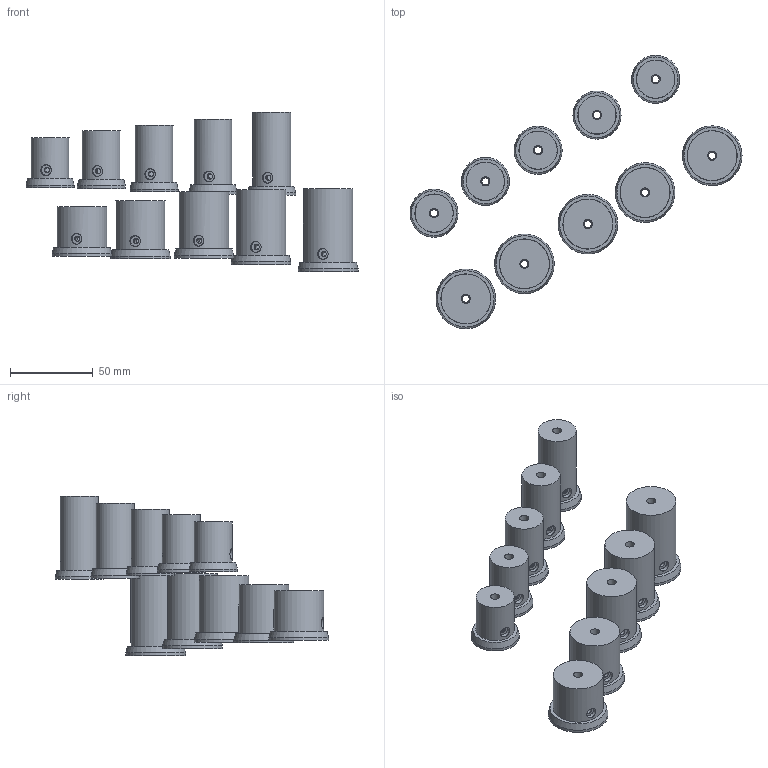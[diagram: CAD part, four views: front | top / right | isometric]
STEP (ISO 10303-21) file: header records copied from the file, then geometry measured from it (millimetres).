
FILE_DESCRIPTION(/* description */ ('STEP AP242','CAx-IF Rec.Pracs.---Representation and Presentation of Product Manufacturing Information (PMI)---4.0---2014-10-13','CAx-IF Rec.Pracs.---3D Tessellated Geometry---0.4---2014-09-14','2;1'),/* implementation_level */ '2;1');
FILE_NAME(/* name */ '65c93c65c5d754501bf19b5d',/* time_stamp */ '2024-02-11T21:30:15Z',/* author */ (''),/* organization */ (''),/* preprocessor_version */ 'ST-DEVELOPER v19.4',/* originating_system */ ' ',/* authorisation */ ' ');
FILE_SCHEMA (('AP242_MANAGED_MODEL_BASED_3D_ENGINEERING_MIM_LF { 1 0 10303 442 1 1 4 }'));
Length unit declared in the file: metre
Products named in the file (21): Wall Anchor Collection M5/M3; Spacer_40h_23od; Spacer_35h_23od; Base_40h_30od; Base_35h_23od; Base_45h_30od; Base_45h_23od; Spacer_50h_23od; Spacer_40h_30od; Base_50h_23od; Spacer_45h_23od; Spacer_30h_23od; Base_35h_30od; Spacer_30h_30od; Spacer_50h_30od; Base_30h_30od; Spacer_35h_30od; Base_30h_23od; Base_50h_30od; Spacer_45h_30od; Base_40h_23od
Assembly tree (20 placements, depth 2):
  Wall Anchor Collection M5/M3
    Spacer_40h_23od
    Spacer_35h_23od
    Base_40h_30od
    Base_35h_23od
    Base_45h_30od
    Base_45h_23od
    Spacer_50h_23od
    Spacer_40h_30od
    Base_50h_23od
    Spacer_45h_23od
    Spacer_30h_23od
    Base_35h_30od
    Spacer_30h_30od
    Spacer_50h_30od
    Base_30h_30od
    Spacer_35h_30od
    Base_30h_23od
    Base_50h_30od
    Spacer_45h_30od
    Base_40h_23od
Bounding box: 200.25 x 164.87 x 96 mm (x, y, z)
Volume: 179107.3 mm3; surface area: 101734.6 mm2
Topology: 20 solids, 20 shells, 790 faces, 1860 edges, 1200 vertices
Faces by surface type: plane 570, cylinder 170, cone 50
Full cylindrical faces by diameter (mm): 3.2 x40, 4.3 x10, 5.5 x10, 6.5 x10, 10 x10, 15 x5, 15.6 x5, 20 x5, 20.6 x5, 23 x5, 23.2 x5, 29 x5, 30 x5, 30.2 x5, 36 x5
Entity records: 22830 total; most frequent: CARTESIAN_POINT 4451, DIRECTION 3782, ORIENTED_EDGE 3320, EDGE_CURVE 1660, AXIS2_PLACEMENT_3D 1421, VERTEX_POINT 1160, EDGE_LOOP 1160, FACE_BOUND 1160
